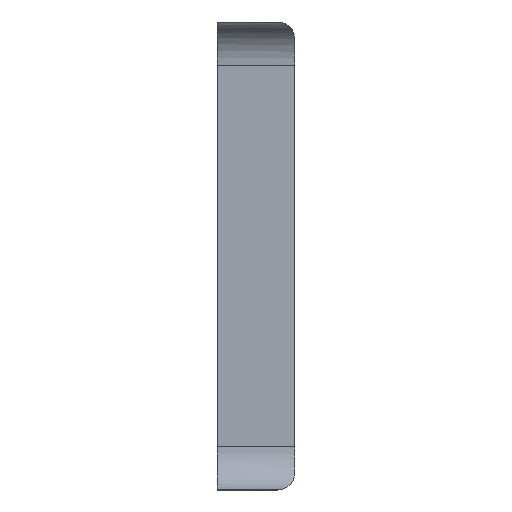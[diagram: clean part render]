
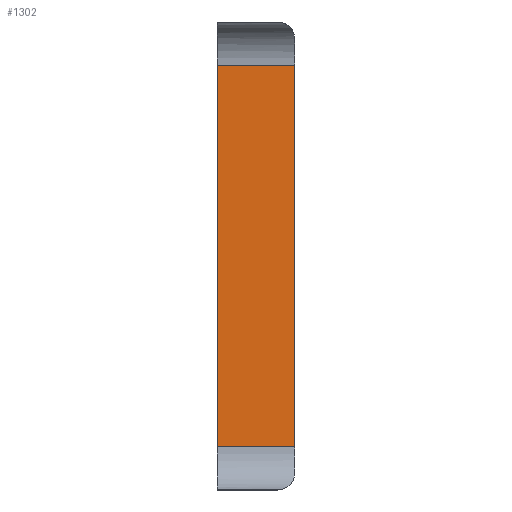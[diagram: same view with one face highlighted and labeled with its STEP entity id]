
A CAD part, left-side view. The second image highlights one B-rep face of the part: STEP entity #1302.
In plain terms, the highlighted planar face has unit normal (-1, 0, 0).
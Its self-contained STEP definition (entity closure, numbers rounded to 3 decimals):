
#63=PLANE('',#1459);
#132=FACE_OUTER_BOUND('',#216,.T.);
#216=EDGE_LOOP('',(#1151,#1152,#1153,#1154));
#260=LINE('',#2057,#369);
#274=LINE('',#2116,#383);
#325=LINE('',#2266,#434);
#326=LINE('',#2267,#435);
#369=VECTOR('',#1620,10.);
#383=VECTOR('',#1668,10.);
#434=VECTOR('',#1845,10.);
#435=VECTOR('',#1846,10.);
#568=VERTEX_POINT('',#2054);
#569=VERTEX_POINT('',#2056);
#597=VERTEX_POINT('',#2114);
#633=VERTEX_POINT('',#2265);
#711=EDGE_CURVE('',#568,#569,#260,.T.);
#741=EDGE_CURVE('',#568,#597,#274,.T.);
#813=EDGE_CURVE('',#633,#597,#325,.F.);
#814=EDGE_CURVE('',#569,#633,#326,.T.);
#1151=ORIENTED_EDGE('',*,*,#711,.F.);
#1152=ORIENTED_EDGE('',*,*,#741,.T.);
#1153=ORIENTED_EDGE('',*,*,#813,.F.);
#1154=ORIENTED_EDGE('',*,*,#814,.F.);
#1302=ADVANCED_FACE('',(#132),#63,.T.);
#1459=AXIS2_PLACEMENT_3D('',#2264,#1843,#1844);
#1620=DIRECTION('',(0.,0.,-1.));
#1668=DIRECTION('',(0.,1.,0.));
#1843=DIRECTION('center_axis',(-1.,0.,0.));
#1844=DIRECTION('ref_axis',(0.,0.,1.));
#1845=DIRECTION('',(0.,0.,-1.));
#1846=DIRECTION('',(0.,1.,0.));
#2054=CARTESIAN_POINT('',(-26.95,0.,22.05));
#2056=CARTESIAN_POINT('',(-26.95,0.,-22.05));
#2057=CARTESIAN_POINT('',(-26.95,0.,-11.025));
#2114=CARTESIAN_POINT('',(-26.95,9.,22.05));
#2116=CARTESIAN_POINT('',(-26.95,0.,22.05));
#2264=CARTESIAN_POINT('Origin',(-26.95,0.,-22.05));
#2265=CARTESIAN_POINT('',(-26.95,9.,-22.05));
#2266=CARTESIAN_POINT('',(-26.95,9.,-11.025));
#2267=CARTESIAN_POINT('',(-26.95,0.,-22.05));
